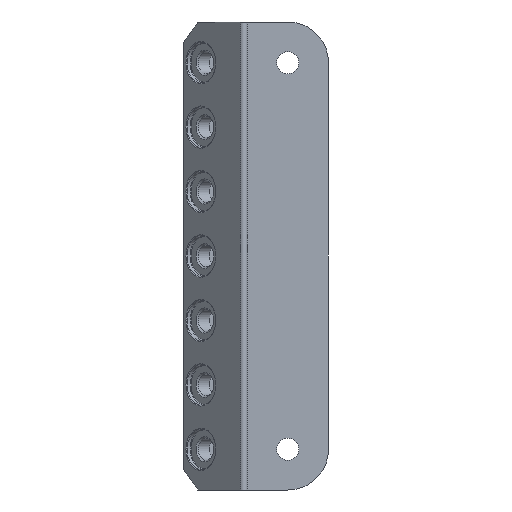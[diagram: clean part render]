
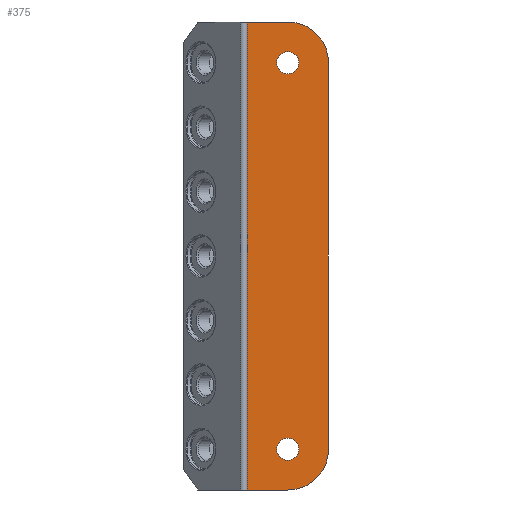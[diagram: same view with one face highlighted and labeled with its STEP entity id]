
A CAD part, left-side view. The second image highlights one B-rep face of the part: STEP entity #375.
In plain terms, the highlighted planar face has unit normal (-1, 0, 0).
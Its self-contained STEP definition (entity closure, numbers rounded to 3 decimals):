
#49 = VERTEX_POINT('',#50);
#50 = CARTESIAN_POINT('',(10.,10.,-57.5));
#56 = EDGE_CURVE('',#57,#49,#59,.T.);
#57 = VERTEX_POINT('',#58);
#58 = CARTESIAN_POINT('',(10.,0.,-57.5));
#59 = LINE('',#60,#61);
#60 = CARTESIAN_POINT('',(10.,-10.,-57.5));
#61 = VECTOR('',#62,1.);
#62 = DIRECTION('',(0.,1.,0.));
#333 = VERTEX_POINT('',#334);
#334 = CARTESIAN_POINT('',(10.,-10.,-47.5));
#340 = EDGE_CURVE('',#57,#333,#341,.T.);
#341 = CIRCLE('',#342,10.);
#342 = AXIS2_PLACEMENT_3D('',#343,#344,#345);
#343 = CARTESIAN_POINT('',(10.,0.,-47.5));
#344 = DIRECTION('',(-1.,0.,0.));
#345 = DIRECTION('',(0.,0.,-1.));
#356 = EDGE_CURVE('',#49,#357,#359,.T.);
#357 = VERTEX_POINT('',#358);
#358 = CARTESIAN_POINT('',(10.,10.,57.5));
#359 = LINE('',#360,#361);
#360 = CARTESIAN_POINT('',(10.,10.,-57.5));
#361 = VECTOR('',#362,1.);
#362 = DIRECTION('',(0.,0.,1.));
#375 = ADVANCED_FACE('',(#376,#404,#415),#426,.T.);
#376 = FACE_BOUND('',#377,.T.);
#377 = EDGE_LOOP('',(#378,#386,#395,#401,#402,#403));
#378 = ORIENTED_EDGE('',*,*,#379,.T.);
#379 = EDGE_CURVE('',#333,#380,#382,.T.);
#380 = VERTEX_POINT('',#381);
#381 = CARTESIAN_POINT('',(10.,-10.,47.5));
#382 = LINE('',#383,#384);
#383 = CARTESIAN_POINT('',(10.,-10.,-57.5));
#384 = VECTOR('',#385,1.);
#385 = DIRECTION('',(0.,0.,1.));
#386 = ORIENTED_EDGE('',*,*,#387,.F.);
#387 = EDGE_CURVE('',#388,#380,#390,.T.);
#388 = VERTEX_POINT('',#389);
#389 = CARTESIAN_POINT('',(10.,0.,57.5));
#390 = CIRCLE('',#391,10.);
#391 = AXIS2_PLACEMENT_3D('',#392,#393,#394);
#392 = CARTESIAN_POINT('',(10.,0.,47.5));
#393 = DIRECTION('',(1.,-0.,0.));
#394 = DIRECTION('',(0.,0.,-1.));
#395 = ORIENTED_EDGE('',*,*,#396,.T.);
#396 = EDGE_CURVE('',#388,#357,#397,.T.);
#397 = LINE('',#398,#399);
#398 = CARTESIAN_POINT('',(10.,-10.,57.5));
#399 = VECTOR('',#400,1.);
#400 = DIRECTION('',(0.,1.,0.));
#401 = ORIENTED_EDGE('',*,*,#356,.F.);
#402 = ORIENTED_EDGE('',*,*,#56,.F.);
#403 = ORIENTED_EDGE('',*,*,#340,.T.);
#404 = FACE_BOUND('',#405,.T.);
#405 = EDGE_LOOP('',(#406));
#406 = ORIENTED_EDGE('',*,*,#407,.F.);
#407 = EDGE_CURVE('',#408,#408,#410,.T.);
#408 = VERTEX_POINT('',#409);
#409 = CARTESIAN_POINT('',(10.,2.7,47.5));
#410 = CIRCLE('',#411,2.7);
#411 = AXIS2_PLACEMENT_3D('',#412,#413,#414);
#412 = CARTESIAN_POINT('',(10.,0.,47.5));
#413 = DIRECTION('',(-1.,0.,0.));
#414 = DIRECTION('',(0.,1.,0.));
#415 = FACE_BOUND('',#416,.T.);
#416 = EDGE_LOOP('',(#417));
#417 = ORIENTED_EDGE('',*,*,#418,.T.);
#418 = EDGE_CURVE('',#419,#419,#421,.T.);
#419 = VERTEX_POINT('',#420);
#420 = CARTESIAN_POINT('',(10.,2.7,-47.5));
#421 = CIRCLE('',#422,2.7);
#422 = AXIS2_PLACEMENT_3D('',#423,#424,#425);
#423 = CARTESIAN_POINT('',(10.,0.,-47.5));
#424 = DIRECTION('',(1.,0.,0.));
#425 = DIRECTION('',(0.,1.,0.));
#426 = PLANE('',#427);
#427 = AXIS2_PLACEMENT_3D('',#428,#429,#430);
#428 = CARTESIAN_POINT('',(10.,-10.,-57.5));
#429 = DIRECTION('',(-1.,0.,0.));
#430 = DIRECTION('',(0.,1.,0.));
